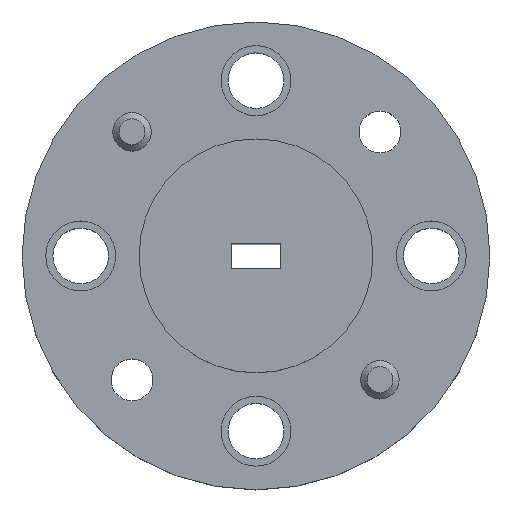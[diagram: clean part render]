
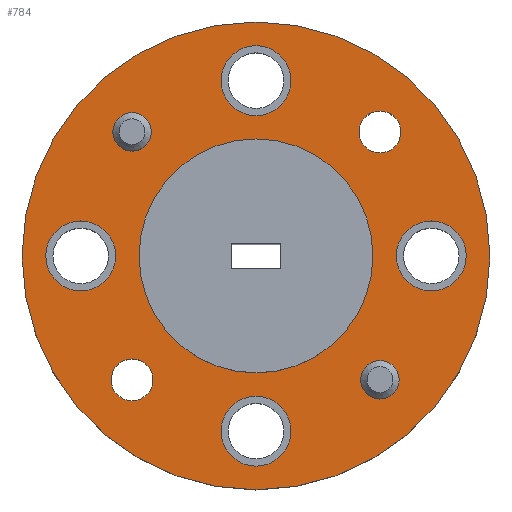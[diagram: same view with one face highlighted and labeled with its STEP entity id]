
A CAD part, top view. The second image highlights one B-rep face of the part: STEP entity #784.
In plain terms, the highlighted planar face has unit normal (0, 0, 1).
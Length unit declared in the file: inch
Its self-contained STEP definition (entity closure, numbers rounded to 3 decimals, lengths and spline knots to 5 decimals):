
#5 = AXIS2_PLACEMENT_3D ( 'NONE', #1185, #705, #322 ) ;
#9 = EDGE_LOOP ( 'NONE', ( #34 ) ) ;
#29 = EDGE_LOOP ( 'NONE', ( #201 ) ) ;
#34 = ORIENTED_EDGE ( 'NONE', *, *, #1189, .F. ) ;
#37 = DIRECTION ( 'NONE',  ( 0., 0., 1. ) ) ;
#42 = FACE_BOUND ( 'NONE', #400, .T. ) ;
#44 = AXIS2_PLACEMENT_3D ( 'NONE', #915, #1188, #336 ) ;
#48 = FACE_BOUND ( 'NONE', #93, .T. ) ;
#52 = CARTESIAN_POINT ( 'NONE',  ( -0.16795, 0.1987, -0.032 ) ) ;
#76 = DIRECTION ( 'NONE',  ( 1., 0., 0. ) ) ;
#89 = CARTESIAN_POINT ( 'NONE',  ( 0.22945, -0.1987, -0.032 ) ) ;
#93 = EDGE_LOOP ( 'NONE', ( #871 ) ) ;
#105 = EDGE_CURVE ( 'NONE', #339, #339, #995, .T. ) ;
#106 = AXIS2_PLACEMENT_3D ( 'NONE', #348, #37, #1093 ) ;
#118 = CARTESIAN_POINT ( 'NONE',  ( -0.281, 0., -0.032 ) ) ;
#126 = AXIS2_PLACEMENT_3D ( 'NONE', #118, #508, #887 ) ;
#137 = FACE_OUTER_BOUND ( 'NONE', #507, .T. ) ;
#144 = FACE_BOUND ( 'NONE', #914, .T. ) ;
#151 = CARTESIAN_POINT ( 'NONE',  ( 0., -0.281, -0.032 ) ) ;
#155 = CARTESIAN_POINT ( 'NONE',  ( 0., 0., -0.032 ) ) ;
#169 = CARTESIAN_POINT ( 'NONE',  ( 0.281, 0., -0.032 ) ) ;
#185 = VERTEX_POINT ( 'NONE', #89 ) ;
#186 = CIRCLE ( 'NONE', #850, 0.1875 ) ;
#201 = ORIENTED_EDGE ( 'NONE', *, *, #909, .F. ) ;
#234 = CARTESIAN_POINT ( 'NONE',  ( 0.2322, 0.1987, -0.032 ) ) ;
#242 = DIRECTION ( 'NONE',  ( 0., 0., 1. ) ) ;
#244 = ORIENTED_EDGE ( 'NONE', *, *, #742, .F. ) ;
#245 = CARTESIAN_POINT ( 'NONE',  ( 0.375, 0., -0.032 ) ) ;
#246 = EDGE_CURVE ( 'NONE', #527, #527, #801, .T. ) ;
#257 = VERTEX_POINT ( 'NONE', #270 ) ;
#270 = CARTESIAN_POINT ( 'NONE',  ( 0.1875, 0., -0.032 ) ) ;
#306 = ORIENTED_EDGE ( 'NONE', *, *, #878, .F. ) ;
#322 = DIRECTION ( 'NONE',  ( 1., 0., 0. ) ) ;
#329 = PLANE ( 'NONE',  #537 ) ;
#335 = CIRCLE ( 'NONE', #951, 0.0335 ) ;
#336 = DIRECTION ( 'NONE',  ( 1., 0., 0. ) ) ;
#338 = EDGE_LOOP ( 'NONE', ( #244 ) ) ;
#339 = VERTEX_POINT ( 'NONE', #245 ) ;
#348 = CARTESIAN_POINT ( 'NONE',  ( 0.1987, -0.1987, -0.032 ) ) ;
#355 = EDGE_CURVE ( 'NONE', #521, #521, #789, .T. ) ;
#400 = EDGE_LOOP ( 'NONE', ( #1242 ) ) ;
#408 = ORIENTED_EDGE ( 'NONE', *, *, #105, .T. ) ;
#440 = DIRECTION ( 'NONE',  ( 1., 0., 0. ) ) ;
#441 = VERTEX_POINT ( 'NONE', #820 ) ;
#443 = FACE_BOUND ( 'NONE', #1059, .T. ) ;
#450 = AXIS2_PLACEMENT_3D ( 'NONE', #151, #735, #1239 ) ;
#480 = EDGE_CURVE ( 'NONE', #720, #720, #987, .T. ) ;
#507 = EDGE_LOOP ( 'NONE', ( #408 ) ) ;
#508 = DIRECTION ( 'NONE',  ( 0., 0., 1. ) ) ;
#521 = VERTEX_POINT ( 'NONE', #52 ) ;
#527 = VERTEX_POINT ( 'NONE', #907 ) ;
#536 = FACE_BOUND ( 'NONE', #1095, .T. ) ;
#537 = AXIS2_PLACEMENT_3D ( 'NONE', #155, #242, #1217 ) ;
#558 = DIRECTION ( 'NONE',  ( 0., 0., 1. ) ) ;
#601 = CARTESIAN_POINT ( 'NONE',  ( -0.1987, 0.1987, -0.032 ) ) ;
#623 = EDGE_CURVE ( 'NONE', #441, #441, #982, .T. ) ;
#625 = FACE_BOUND ( 'NONE', #338, .T. ) ;
#658 = CIRCLE ( 'NONE', #106, 0.03075 ) ;
#668 = VERTEX_POINT ( 'NONE', #1226 ) ;
#681 = CIRCLE ( 'NONE', #126, 0.056 ) ;
#705 = DIRECTION ( 'NONE',  ( 0., 0., 1. ) ) ;
#716 = DIRECTION ( 'NONE',  ( 1., 0., 0. ) ) ;
#720 = VERTEX_POINT ( 'NONE', #234 ) ;
#728 = CARTESIAN_POINT ( 'NONE',  ( 0., 0., -0.032 ) ) ;
#735 = DIRECTION ( 'NONE',  ( 0., 0., 1. ) ) ;
#742 = EDGE_CURVE ( 'NONE', #1108, #1108, #335, .T. ) ;
#748 = EDGE_LOOP ( 'NONE', ( #306 ) ) ;
#784 = ADVANCED_FACE ( 'NONE', ( #1196, #144, #443, #42, #1111, #48, #536, #625, #998, #137 ), #329, .T. ) ;
#789 = CIRCLE ( 'NONE', #985, 0.03075 ) ;
#801 = CIRCLE ( 'NONE', #1128, 0.056 ) ;
#820 = CARTESIAN_POINT ( 'NONE',  ( 0.056, -0.281, -0.032 ) ) ;
#824 = DIRECTION ( 'NONE',  ( 0., 0., 1. ) ) ;
#850 = AXIS2_PLACEMENT_3D ( 'NONE', #728, #1098, #926 ) ;
#870 = EDGE_CURVE ( 'NONE', #1234, #1234, #1146, .T. ) ;
#871 = ORIENTED_EDGE ( 'NONE', *, *, #246, .F. ) ;
#878 = EDGE_CURVE ( 'NONE', #257, #257, #186, .T. ) ;
#885 = DIRECTION ( 'NONE',  ( 0., 0., 1. ) ) ;
#887 = DIRECTION ( 'NONE',  ( 1., 0., 0. ) ) ;
#894 = CARTESIAN_POINT ( 'NONE',  ( 0., 0., -0.032 ) ) ;
#907 = CARTESIAN_POINT ( 'NONE',  ( 0.337, 0., -0.032 ) ) ;
#909 = EDGE_CURVE ( 'NONE', #185, #185, #658, .T. ) ;
#914 = EDGE_LOOP ( 'NONE', ( #1114 ) ) ;
#915 = CARTESIAN_POINT ( 'NONE',  ( 0., 0.281, -0.032 ) ) ;
#926 = DIRECTION ( 'NONE',  ( 1., 0., 0. ) ) ;
#951 = AXIS2_PLACEMENT_3D ( 'NONE', #1081, #974, #716 ) ;
#970 = DIRECTION ( 'NONE',  ( 1., 0., 0. ) ) ;
#974 = DIRECTION ( 'NONE',  ( 0., 0., 1. ) ) ;
#982 = CIRCLE ( 'NONE', #450, 0.056 ) ;
#985 = AXIS2_PLACEMENT_3D ( 'NONE', #601, #885, #970 ) ;
#987 = CIRCLE ( 'NONE', #5, 0.0335 ) ;
#995 = CIRCLE ( 'NONE', #1244, 0.375 ) ;
#998 = FACE_BOUND ( 'NONE', #748, .T. ) ;
#1006 = CARTESIAN_POINT ( 'NONE',  ( -0.1652, -0.1987, -0.032 ) ) ;
#1059 = EDGE_LOOP ( 'NONE', ( #1167 ) ) ;
#1081 = CARTESIAN_POINT ( 'NONE',  ( -0.1987, -0.1987, -0.032 ) ) ;
#1093 = DIRECTION ( 'NONE',  ( 1., 0., 0. ) ) ;
#1095 = EDGE_LOOP ( 'NONE', ( #1202 ) ) ;
#1098 = DIRECTION ( 'NONE',  ( 0., 0., 1. ) ) ;
#1108 = VERTEX_POINT ( 'NONE', #1006 ) ;
#1111 = FACE_BOUND ( 'NONE', #9, .T. ) ;
#1114 = ORIENTED_EDGE ( 'NONE', *, *, #355, .F. ) ;
#1127 = CARTESIAN_POINT ( 'NONE',  ( 0.056, 0.281, -0.032 ) ) ;
#1128 = AXIS2_PLACEMENT_3D ( 'NONE', #169, #558, #76 ) ;
#1146 = CIRCLE ( 'NONE', #44, 0.056 ) ;
#1167 = ORIENTED_EDGE ( 'NONE', *, *, #870, .F. ) ;
#1185 = CARTESIAN_POINT ( 'NONE',  ( 0.1987, 0.1987, -0.032 ) ) ;
#1188 = DIRECTION ( 'NONE',  ( 0., 0., 1. ) ) ;
#1189 = EDGE_CURVE ( 'NONE', #668, #668, #681, .T. ) ;
#1196 = FACE_BOUND ( 'NONE', #29, .T. ) ;
#1202 = ORIENTED_EDGE ( 'NONE', *, *, #480, .F. ) ;
#1217 = DIRECTION ( 'NONE',  ( 1., 0., 0. ) ) ;
#1226 = CARTESIAN_POINT ( 'NONE',  ( -0.225, 0., -0.032 ) ) ;
#1234 = VERTEX_POINT ( 'NONE', #1127 ) ;
#1239 = DIRECTION ( 'NONE',  ( 1., 0., 0. ) ) ;
#1242 = ORIENTED_EDGE ( 'NONE', *, *, #623, .F. ) ;
#1244 = AXIS2_PLACEMENT_3D ( 'NONE', #894, #824, #440 ) ;
